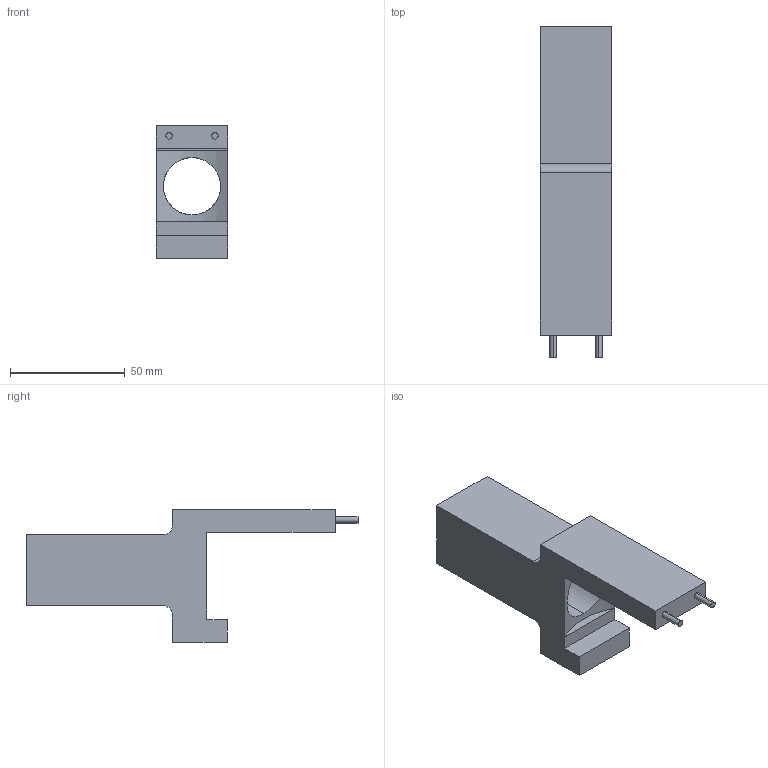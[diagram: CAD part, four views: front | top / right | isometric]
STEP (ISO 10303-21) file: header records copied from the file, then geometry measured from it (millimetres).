
FILE_DESCRIPTION (( 'STEP AP203' ), '1' );
FILE_NAME ('BallMagazine.STEP', '2025-07-20T18:35:21', ( '' ), ( '' ), 'SwSTEP 2.0', 'SolidWorks 2023', '' );
FILE_SCHEMA (( 'CONFIG_CONTROL_DESIGN' ));
Length unit declared in the file: millimetre
Products named in the file (1): BallMagazine
Bounding box: 31 x 144.93 x 58 mm (x, y, z)
Volume: 69227.9 mm3; surface area: 24808.8 mm2
Topology: 1 solids, 1 shells, 28 faces, 68 edges, 44 vertices
Faces by surface type: plane 19, cylinder 9
Entity records: 989 total; most frequent: CARTESIAN_POINT 237, DIRECTION 140, ORIENTED_EDGE 136, EDGE_CURVE 68, LINE 50, VECTOR 50, AXIS2_PLACEMENT_3D 45, VERTEX_POINT 44
